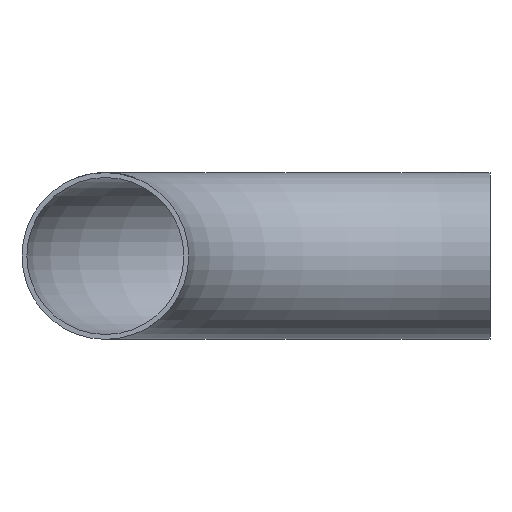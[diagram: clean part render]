
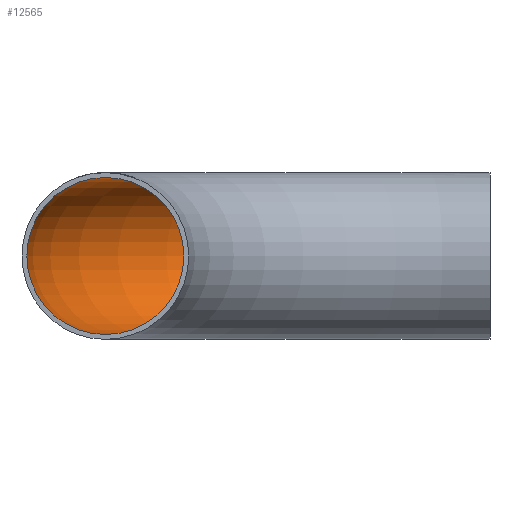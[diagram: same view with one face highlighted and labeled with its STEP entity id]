
A CAD part, front view. The second image highlights one B-rep face of the part: STEP entity #12565.
In plain terms, the highlighted toroidal (fillet/blend) face has major radius 205 mm and minor radius 41.85 mm.
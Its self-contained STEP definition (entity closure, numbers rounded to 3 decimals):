
#1379 = CARTESIAN_POINT ( 'NONE',  ( 0., 246.85, 0. ) ) ;
#1742 = CARTESIAN_POINT ( 'NONE',  ( 0., 205., 0. ) ) ;
#5667 = EDGE_CURVE ( 'NONE', #21960, #21960, #24653, .T. ) ;
#5722 = DIRECTION ( 'NONE',  ( 0., 0., 1. ) ) ;
#5862 = EDGE_CURVE ( 'NONE', #9471, #9471, #8074, .T. ) ;
#6171 = AXIS2_PLACEMENT_3D ( 'NONE', #23339, #25107, #22928 ) ;
#6609 = FACE_OUTER_BOUND ( 'NONE', #21015, .T. ) ;
#8041 = AXIS2_PLACEMENT_3D ( 'NONE', #1742, #18483, #14208 ) ;
#8074 = CIRCLE ( 'NONE', #26895, 41.85 ) ;
#9336 = CARTESIAN_POINT ( 'NONE',  ( -205., 0., 41.85 ) ) ;
#9471 = VERTEX_POINT ( 'NONE', #9336 ) ;
#9713 = DIRECTION ( 'NONE',  ( 0., 1., 0. ) ) ;
#10327 = EDGE_LOOP ( 'NONE', ( #13609 ) ) ;
#12565 = ADVANCED_FACE ( 'NONE', ( #6609, #14980 ), #15819, .F. ) ;
#13609 = ORIENTED_EDGE ( 'NONE', *, *, #5862, .F. ) ;
#14208 = DIRECTION ( 'NONE',  ( 0., 1., 0. ) ) ;
#14980 = FACE_OUTER_BOUND ( 'NONE', #10327, .T. ) ;
#15380 = CARTESIAN_POINT ( 'NONE',  ( -205., 0., 0. ) ) ;
#15819 = TOROIDAL_SURFACE ( 'NONE', #6171, 205., 41.85 ) ;
#18483 = DIRECTION ( 'NONE',  ( 1., 0., 0. ) ) ;
#21015 = EDGE_LOOP ( 'NONE', ( #23645 ) ) ;
#21960 = VERTEX_POINT ( 'NONE', #1379 ) ;
#22928 = DIRECTION ( 'NONE',  ( -1., 0., 0. ) ) ;
#23339 = CARTESIAN_POINT ( 'NONE',  ( 0., 0., 0. ) ) ;
#23645 = ORIENTED_EDGE ( 'NONE', *, *, #5667, .T. ) ;
#24653 = CIRCLE ( 'NONE', #8041, 41.85 ) ;
#25107 = DIRECTION ( 'NONE',  ( 0., 0., -1. ) ) ;
#26895 = AXIS2_PLACEMENT_3D ( 'NONE', #15380, #9713, #5722 ) ;
